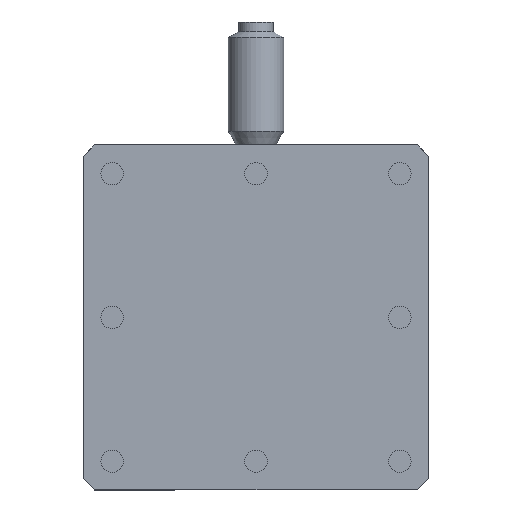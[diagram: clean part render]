
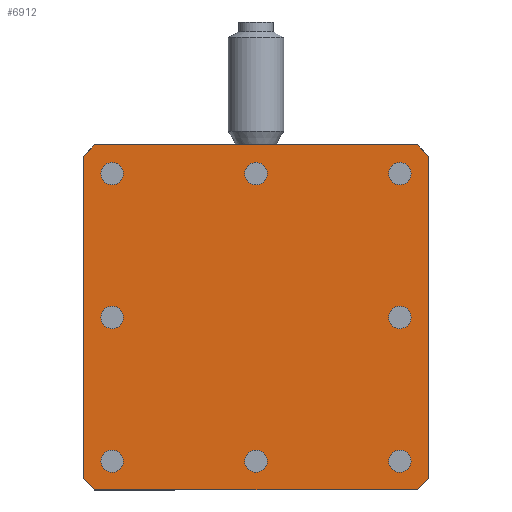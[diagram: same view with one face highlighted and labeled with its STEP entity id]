
A CAD part, front view. The second image highlights one B-rep face of the part: STEP entity #6912.
In plain terms, the highlighted face is planar.
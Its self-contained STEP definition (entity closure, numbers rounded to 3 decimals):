
#181=FACE_BOUND('',#1070,.T.);
#182=FACE_BOUND('',#1071,.T.);
#183=FACE_BOUND('',#1072,.T.);
#184=FACE_BOUND('',#1073,.T.);
#185=FACE_BOUND('',#1074,.T.);
#186=FACE_BOUND('',#1075,.T.);
#187=FACE_BOUND('',#1076,.T.);
#188=FACE_BOUND('',#1077,.T.);
#419=PLANE('',#7537);
#667=FACE_OUTER_BOUND('',#1069,.T.);
#1069=EDGE_LOOP('',(#5075,#5076,#5077,#5078,#5079,#5080,#5081,#5082));
#1070=EDGE_LOOP('',(#5083));
#1071=EDGE_LOOP('',(#5084));
#1072=EDGE_LOOP('',(#5085));
#1073=EDGE_LOOP('',(#5086));
#1074=EDGE_LOOP('',(#5087));
#1075=EDGE_LOOP('',(#5088));
#1076=EDGE_LOOP('',(#5089));
#1077=EDGE_LOOP('',(#5090));
#1580=LINE('',#10923,#2202);
#1583=LINE('',#10929,#2205);
#1586=LINE('',#10935,#2208);
#1589=LINE('',#10941,#2211);
#1592=LINE('',#10947,#2214);
#1595=LINE('',#10953,#2217);
#1598=LINE('',#10959,#2220);
#1601=LINE('',#10963,#2223);
#2202=VECTOR('',#8483,10.);
#2205=VECTOR('',#8488,10.);
#2208=VECTOR('',#8493,10.);
#2211=VECTOR('',#8498,10.);
#2214=VECTOR('',#8503,10.);
#2217=VECTOR('',#8508,10.);
#2220=VECTOR('',#8513,10.);
#2223=VECTOR('',#8518,10.);
#2782=CIRCLE('',#7506,1.95);
#2784=CIRCLE('',#7509,1.95);
#2786=CIRCLE('',#7512,1.95);
#2788=CIRCLE('',#7515,1.95);
#2790=CIRCLE('',#7518,1.95);
#2792=CIRCLE('',#7521,1.95);
#2794=CIRCLE('',#7524,1.95);
#2796=CIRCLE('',#7527,1.95);
#3138=VERTEX_POINT('',#10869);
#3140=VERTEX_POINT('',#10875);
#3142=VERTEX_POINT('',#10881);
#3144=VERTEX_POINT('',#10887);
#3146=VERTEX_POINT('',#10893);
#3148=VERTEX_POINT('',#10899);
#3150=VERTEX_POINT('',#10905);
#3152=VERTEX_POINT('',#10911);
#3156=VERTEX_POINT('',#10920);
#3157=VERTEX_POINT('',#10922);
#3159=VERTEX_POINT('',#10928);
#3161=VERTEX_POINT('',#10934);
#3163=VERTEX_POINT('',#10940);
#3165=VERTEX_POINT('',#10946);
#3167=VERTEX_POINT('',#10952);
#3169=VERTEX_POINT('',#10958);
#3857=EDGE_CURVE('',#3138,#3138,#2782,.T.);
#3860=EDGE_CURVE('',#3140,#3140,#2784,.T.);
#3863=EDGE_CURVE('',#3142,#3142,#2786,.T.);
#3866=EDGE_CURVE('',#3144,#3144,#2788,.T.);
#3869=EDGE_CURVE('',#3146,#3146,#2790,.T.);
#3872=EDGE_CURVE('',#3148,#3148,#2792,.T.);
#3875=EDGE_CURVE('',#3150,#3150,#2794,.T.);
#3878=EDGE_CURVE('',#3152,#3152,#2796,.T.);
#3883=EDGE_CURVE('',#3157,#3156,#1580,.T.);
#3886=EDGE_CURVE('',#3159,#3157,#1583,.T.);
#3889=EDGE_CURVE('',#3161,#3159,#1586,.T.);
#3892=EDGE_CURVE('',#3163,#3161,#1589,.T.);
#3895=EDGE_CURVE('',#3165,#3163,#1592,.T.);
#3898=EDGE_CURVE('',#3167,#3165,#1595,.T.);
#3901=EDGE_CURVE('',#3169,#3167,#1598,.T.);
#3904=EDGE_CURVE('',#3156,#3169,#1601,.T.);
#5075=ORIENTED_EDGE('',*,*,#3904,.T.);
#5076=ORIENTED_EDGE('',*,*,#3901,.T.);
#5077=ORIENTED_EDGE('',*,*,#3898,.T.);
#5078=ORIENTED_EDGE('',*,*,#3895,.T.);
#5079=ORIENTED_EDGE('',*,*,#3892,.T.);
#5080=ORIENTED_EDGE('',*,*,#3889,.T.);
#5081=ORIENTED_EDGE('',*,*,#3886,.T.);
#5082=ORIENTED_EDGE('',*,*,#3883,.T.);
#5083=ORIENTED_EDGE('',*,*,#3857,.T.);
#5084=ORIENTED_EDGE('',*,*,#3860,.T.);
#5085=ORIENTED_EDGE('',*,*,#3863,.T.);
#5086=ORIENTED_EDGE('',*,*,#3866,.T.);
#5087=ORIENTED_EDGE('',*,*,#3869,.T.);
#5088=ORIENTED_EDGE('',*,*,#3872,.T.);
#5089=ORIENTED_EDGE('',*,*,#3875,.T.);
#5090=ORIENTED_EDGE('',*,*,#3878,.T.);
#6912=ADVANCED_FACE('',(#667,#181,#182,#183,#184,#185,#186,#187,#188),#419,
 .T.);
#7506=AXIS2_PLACEMENT_3D('',#10870,#8425,#8426);
#7509=AXIS2_PLACEMENT_3D('',#10876,#8432,#8433);
#7512=AXIS2_PLACEMENT_3D('',#10882,#8439,#8440);
#7515=AXIS2_PLACEMENT_3D('',#10888,#8446,#8447);
#7518=AXIS2_PLACEMENT_3D('',#10894,#8453,#8454);
#7521=AXIS2_PLACEMENT_3D('',#10900,#8460,#8461);
#7524=AXIS2_PLACEMENT_3D('',#10906,#8467,#8468);
#7527=AXIS2_PLACEMENT_3D('',#10912,#8474,#8475);
#7537=AXIS2_PLACEMENT_3D('',#10964,#8519,#8520);
#8425=DIRECTION('center_axis',(0.,0.,-1.));
#8426=DIRECTION('ref_axis',(1.,0.,0.));
#8432=DIRECTION('center_axis',(0.,0.,-1.));
#8433=DIRECTION('ref_axis',(1.,0.,0.));
#8439=DIRECTION('center_axis',(0.,0.,-1.));
#8440=DIRECTION('ref_axis',(1.,0.,0.));
#8446=DIRECTION('center_axis',(0.,0.,-1.));
#8447=DIRECTION('ref_axis',(1.,0.,0.));
#8453=DIRECTION('center_axis',(0.,0.,-1.));
#8454=DIRECTION('ref_axis',(1.,0.,0.));
#8460=DIRECTION('center_axis',(0.,0.,-1.));
#8461=DIRECTION('ref_axis',(1.,0.,0.));
#8467=DIRECTION('center_axis',(0.,0.,-1.));
#8468=DIRECTION('ref_axis',(1.,0.,0.));
#8474=DIRECTION('center_axis',(0.,0.,-1.));
#8475=DIRECTION('ref_axis',(1.,0.,0.));
#8483=DIRECTION('',(-1.,0.,0.));
#8488=DIRECTION('',(-0.707,0.707,0.));
#8493=DIRECTION('',(0.,1.,0.));
#8498=DIRECTION('',(0.707,0.707,0.));
#8503=DIRECTION('',(1.,0.,0.));
#8508=DIRECTION('',(0.707,-0.707,0.));
#8513=DIRECTION('',(0.,-1.,0.));
#8518=DIRECTION('',(-0.707,-0.707,0.));
#8519=DIRECTION('center_axis',(0.,0.,1.));
#8520=DIRECTION('ref_axis',(1.,0.,0.));
#10869=CARTESIAN_POINT('',(-1.95,25.,6.));
#10870=CARTESIAN_POINT('Origin',(0.,25.,6.));
#10875=CARTESIAN_POINT('',(-26.95,0.,6.));
#10876=CARTESIAN_POINT('Origin',(-25.,0.,6.));
#10881=CARTESIAN_POINT('',(-26.95,-25.,6.));
#10882=CARTESIAN_POINT('Origin',(-25.,-25.,6.));
#10887=CARTESIAN_POINT('',(23.05,25.,6.));
#10888=CARTESIAN_POINT('Origin',(25.,25.,6.));
#10893=CARTESIAN_POINT('',(23.05,-25.,6.));
#10894=CARTESIAN_POINT('Origin',(25.,-25.,6.));
#10899=CARTESIAN_POINT('',(-26.95,25.,6.));
#10900=CARTESIAN_POINT('Origin',(-25.,25.,6.));
#10905=CARTESIAN_POINT('',(23.05,0.,6.));
#10906=CARTESIAN_POINT('Origin',(25.,0.,6.));
#10911=CARTESIAN_POINT('',(-1.95,-25.,6.));
#10912=CARTESIAN_POINT('Origin',(0.,-25.,6.));
#10920=CARTESIAN_POINT('',(-28.,30.,6.));
#10922=CARTESIAN_POINT('',(28.,30.,6.));
#10923=CARTESIAN_POINT('',(28.,30.,6.));
#10928=CARTESIAN_POINT('',(30.,28.,6.));
#10929=CARTESIAN_POINT('',(30.,28.,6.));
#10934=CARTESIAN_POINT('',(30.,-28.,6.));
#10935=CARTESIAN_POINT('',(30.,-28.,6.));
#10940=CARTESIAN_POINT('',(28.,-30.,6.));
#10941=CARTESIAN_POINT('',(28.,-30.,6.));
#10946=CARTESIAN_POINT('',(-28.,-30.,6.));
#10947=CARTESIAN_POINT('',(-28.,-30.,6.));
#10952=CARTESIAN_POINT('',(-30.,-28.,6.));
#10953=CARTESIAN_POINT('',(-30.,-28.,6.));
#10958=CARTESIAN_POINT('',(-30.,28.,6.));
#10959=CARTESIAN_POINT('',(-30.,28.,6.));
#10963=CARTESIAN_POINT('',(-28.,30.,6.));
#10964=CARTESIAN_POINT('Origin',(0.,0.,6.));
